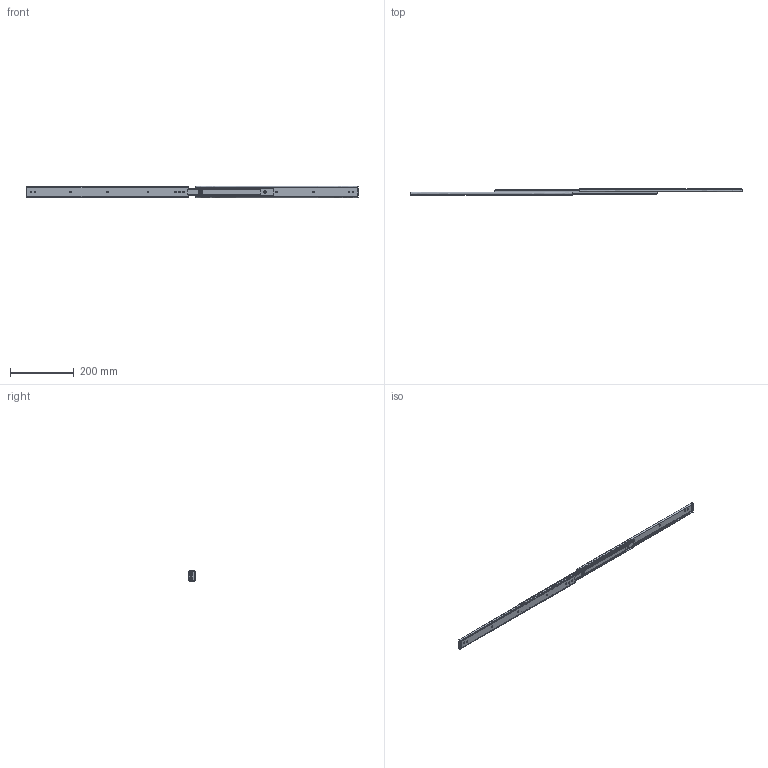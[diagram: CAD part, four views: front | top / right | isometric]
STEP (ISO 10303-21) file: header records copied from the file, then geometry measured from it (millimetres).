
FILE_DESCRIPTION((''),'2;1');
FILE_NAME('','2005-12-14T15:48:45',(''),(''),'','CADfix','');
FILE_SCHEMA(('AUTOMOTIVE_DESIGN'));
Length unit declared in the file: millimetre
Products named in the file (8): retainer_mr-1; ball; member_B_mr-1; member_A_mr-1; retainer; member_B; member_A; TM_167_20_25756_36
Assembly tree (82 placements, depth 2):
  TM_167_20_25756_36
    retainer_mr-1
    ball  x76
    member_B_mr-1
    member_A_mr-1
    retainer
    member_B
    member_A
Bounding box: 1038 x 19.1 x 35.3 mm (x, y, z)
Volume: 153876.9 mm3; surface area: 222528.3 mm2
Topology: 82 solids, 82 shells, 1068 faces, 2948 edges, 2116 vertices
Faces by surface type: bspline 1068
Entity records: 33741 total; most frequent: CARTESIAN_POINT 16422, ORIENTED_EDGE 5596, EDGE_CURVE 2798, QUASI_UNIFORM_CURVE 2008, VERTEX_POINT 1966, EDGE_LOOP 1194, FACE_OUTER_BOUND 918, ADVANCED_FACE 918
